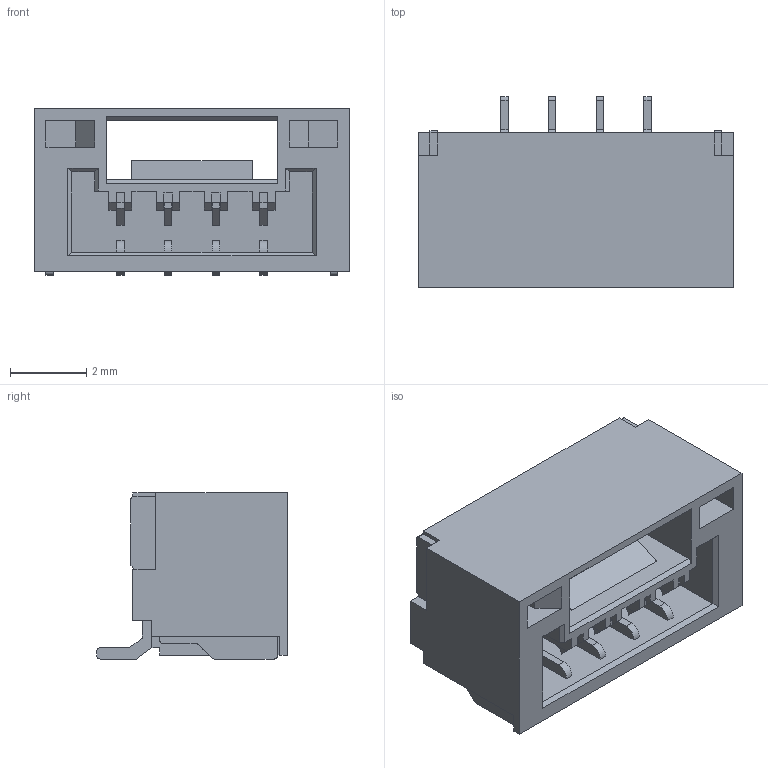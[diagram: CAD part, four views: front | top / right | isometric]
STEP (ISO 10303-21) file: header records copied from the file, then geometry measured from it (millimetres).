
FILE_DESCRIPTION(/* description */ (''),/* implementation_level */ '2;1');
FILE_NAME(/* name */ 'P7H0-U18-CONN-SMD_4P-P1.25_XUNPU_WAFER-GH1.25-4PWB.step',/* time_stamp */ '2025-08-05T13:04:09+08:00',/* author */ (''),/* organization */ (''),/* preprocessor_version */ 'ST-DEVELOPER v20.1',/* originating_system */ 'Autodesk Translation Framework v14.10.0.0',/* authorisation */ '');
FILE_SCHEMA (('AUTOMOTIVE_DESIGN { 1 0 10303 214 3 1 1 }'));
Length unit declared in the file: millimetre
Products named in the file (2): P7H0-U18-CONN-SMD_4P-P1.25_XUNPU_WAFER-GH1.25-4PWB; COMPOUND
Assembly tree (1 placements, depth 2):
  P7H0-U18-CONN-SMD_4P-P1.25_XUNPU_WAFER-GH1.25-4PWB
    COMPOUND
Bounding box: 8.25 x 5 x 4.35 mm (x, y, z)
Volume: 82.9 mm3; surface area: 312.7 mm2
Topology: 14 solids, 14 shells, 517 faces, 1396 edges, 922 vertices
Faces by surface type: plane 379, bspline 112, cylinder 26
Entity records: 17758 total; most frequent: CARTESIAN_POINT 4660, ORIENTED_EDGE 2792, DIRECTION 2220, EDGE_CURVE 1396, LINE 1120, VECTOR 1120, VERTEX_POINT 922, AXIS2_PLACEMENT_3D 550
